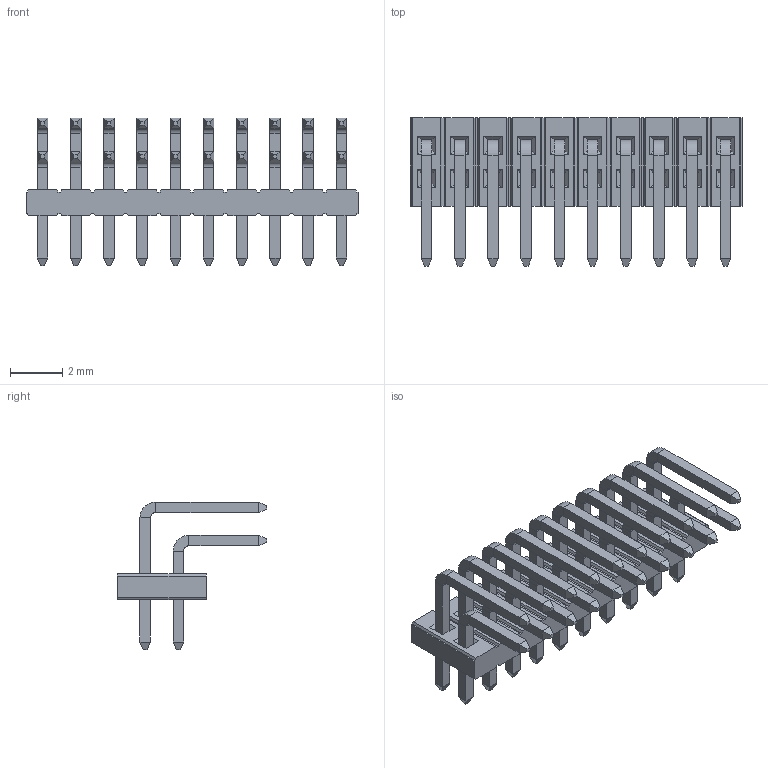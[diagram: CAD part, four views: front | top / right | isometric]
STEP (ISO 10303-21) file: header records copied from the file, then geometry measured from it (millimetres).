
FILE_DESCRIPTION(('FreeCAD Model'),'2;1');
FILE_NAME('712-1-020-2-20-xx.stp', '2017-12-07T13:10:54',('Author'),(''), 'Open CASCADE STEP processor 6.8','FreeCAD','Unknown');
FILE_SCHEMA(('AUTOMOTIVE_DESIGN_CC2 { 1 2 10303 214 -1 1 5 4 }'));
Length unit declared in the file: millimetre
Products named in the file (4): ASSEMBLY; CONTACT-S009; CONTACT-L009; Pocket
Assembly tree (21 placements, depth 2):
  ASSEMBLY
    CONTACT-S009  x10
    CONTACT-L009  x10
    Pocket
Bounding box: 12.7 x 5.7 x 5.65 mm (x, y, z)
Volume: 65.3 mm3; surface area: 420 mm2
Topology: 21 solids, 21 shells, 686 faces, 1532 edges, 888 vertices
Faces by surface type: plane 646, cylinder 40
Entity records: 18715 total; most frequent: CARTESIAN_POINT 3380, DIRECTION 2828, LINE 2180, VECTOR 2180, ORIENTED_EDGE 1480, PCURVE 1480, DEFINITIONAL_REPRESENTATION 1480, EDGE_CURVE 740
